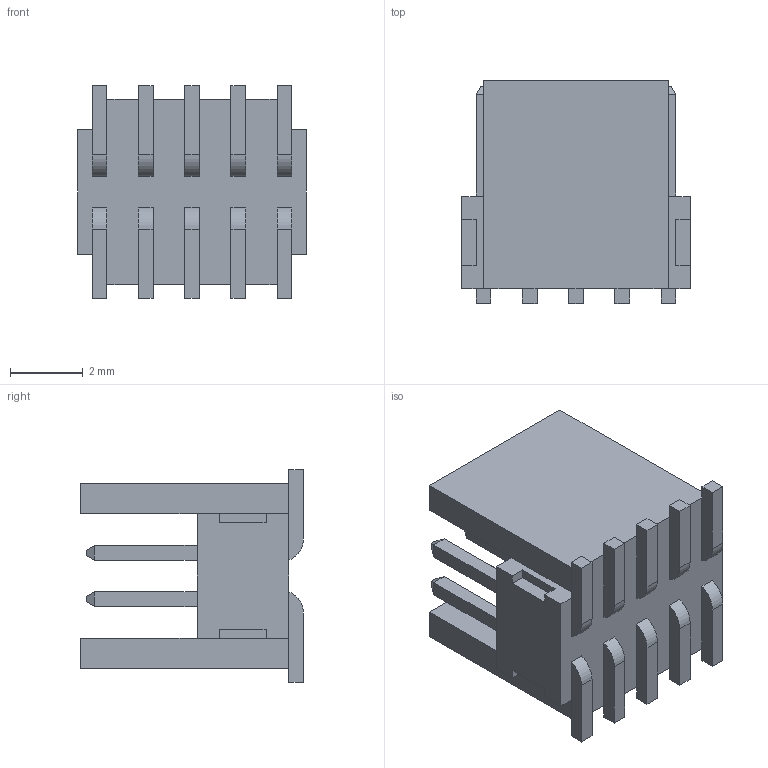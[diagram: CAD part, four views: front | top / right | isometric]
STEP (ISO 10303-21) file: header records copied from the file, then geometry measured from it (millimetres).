
FILE_DESCRIPTION (( 'STEP AP214' ), '1' );
FILE_NAME ('Samtec-FTSH-105-01-L-DV-K.STEP', '2015-02-13T20:54:04', ( '' ), ( '' ), 'SwSTEP 2.0', 'SolidWorks 2014', '' );
FILE_SCHEMA (( 'AUTOMOTIVE_DESIGN' ));
Length unit declared in the file: inch
Products named in the file (1): Samtec-FTSH-105-01-L-DV-K
Bounding box: 6.27 x 6.12 x 5.84 mm (x, y, z)
Volume: 104.4 mm3; surface area: 257.2 mm2
Topology: 1 solids, 1 shells, 190 faces, 470 edges, 292 vertices
Faces by surface type: plane 180, cylinder 10
Entity records: 6782 total; most frequent: CARTESIAN_POINT 953, ORIENTED_EDGE 940, DIRECTION 872, EDGE_CURVE 470, LINE 450, VECTOR 450, VERTEX_POINT 292, AXIS2_PLACEMENT_3D 211
